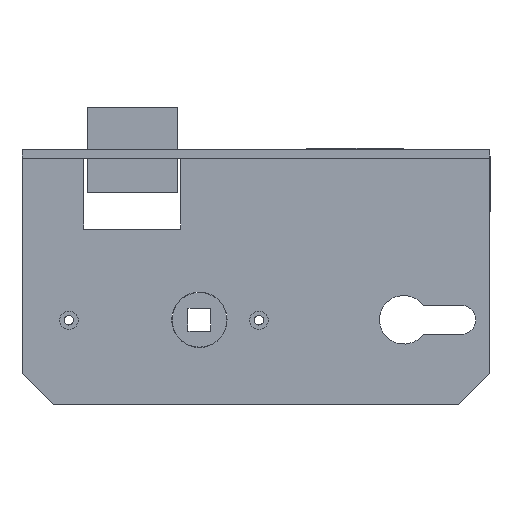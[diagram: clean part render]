
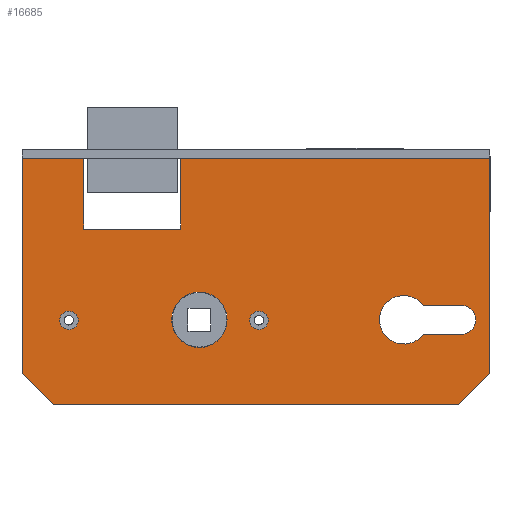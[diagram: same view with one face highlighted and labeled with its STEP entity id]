
A CAD part, left-side view. The second image highlights one B-rep face of the part: STEP entity #16685.
In plain terms, the highlighted planar face has unit normal (-1, 0, 0).
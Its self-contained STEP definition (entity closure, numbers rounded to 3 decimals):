
#8 = AXIS2_PLACEMENT_3D ( 'NONE', #3072, #1766, #3233 ) ;
#149 = EDGE_CURVE ( 'NONE', #9420, #9917, #16080, .T. ) ;
#302 = DIRECTION ( 'NONE',  ( 0., 0., 1. ) ) ;
#387 = DIRECTION ( 'NONE',  ( 0., 0., 1. ) ) ;
#421 = DIRECTION ( 'NONE',  ( 0., 0., 1. ) ) ;
#494 = CARTESIAN_POINT ( 'NONE',  ( -7.25, -1.05, -53.933 ) ) ;
#535 = CIRCLE ( 'NONE', #12968, 9.75 ) ;
#561 = VERTEX_POINT ( 'NONE', #14456 ) ;
#603 = CARTESIAN_POINT ( 'NONE',  ( -7.25, 65.95, -53.933 ) ) ;
#660 = CARTESIAN_POINT ( 'NONE',  ( -7.25, 19.95, -66.75 ) ) ;
#776 = ORIENTED_EDGE ( 'NONE', *, *, #149, .F. ) ;
#1060 = DIRECTION ( 'NONE',  ( 0., 0., 1. ) ) ;
#1110 = CARTESIAN_POINT ( 'NONE',  ( -7.25, -71.5, -87. ) ) ;
#1125 = CARTESIAN_POINT ( 'NONE',  ( -7.25, -82.5, 0. ) ) ;
#1370 = VERTEX_POINT ( 'NONE', #4565 ) ;
#1373 = DIRECTION ( 'NONE',  ( 0., 0.707, 0.707 ) ) ;
#1407 = VERTEX_POINT ( 'NONE', #9699 ) ;
#1445 = EDGE_LOOP ( 'NONE', ( #7912, #776, #15741, #15195, #7512, #6440, #2352, #3994, #3380, #9144 ) ) ;
#1481 = VECTOR ( 'NONE', #5698, 1000. ) ;
#1483 = ORIENTED_EDGE ( 'NONE', *, *, #14834, .F. ) ;
#1542 = VECTOR ( 'NONE', #9633, 1000. ) ;
#1700 = CIRCLE ( 'NONE', #8, 8.55 ) ;
#1714 = CARTESIAN_POINT ( 'NONE',  ( -7.25, -82.5, 0. ) ) ;
#1766 = DIRECTION ( 'NONE',  ( 1., 0., 0. ) ) ;
#1833 = EDGE_CURVE ( 'NONE', #5628, #9420, #11024, .T. ) ;
#1843 = CIRCLE ( 'NONE', #6159, 3.25 ) ;
#1956 = AXIS2_PLACEMENT_3D ( 'NONE', #4138, #8028, #387 ) ;
#2171 = VECTOR ( 'NONE', #302, 1000. ) ;
#2339 = CARTESIAN_POINT ( 'NONE',  ( -7.25, 71.5, -87. ) ) ;
#2352 = ORIENTED_EDGE ( 'NONE', *, *, #2720, .F. ) ;
#2401 = DIRECTION ( 'NONE',  ( 0., 1., 0. ) ) ;
#2711 = CARTESIAN_POINT ( 'NONE',  ( -7.25, 82.5, -76. ) ) ;
#2720 = EDGE_CURVE ( 'NONE', #5621, #561, #8576, .T. ) ;
#2737 = CARTESIAN_POINT ( 'NONE',  ( -7.25, -58.912, -51.9 ) ) ;
#2825 = ORIENTED_EDGE ( 'NONE', *, *, #16653, .T. ) ;
#2960 = VERTEX_POINT ( 'NONE', #8813 ) ;
#3033 = LINE ( 'NONE', #11657, #16367 ) ;
#3072 = CARTESIAN_POINT ( 'NONE',  ( -7.25, -52.05, -57. ) ) ;
#3233 = DIRECTION ( 'NONE',  ( 0., 0., -1. ) ) ;
#3361 = VERTEX_POINT ( 'NONE', #14712 ) ;
#3380 = ORIENTED_EDGE ( 'NONE', *, *, #8182, .F. ) ;
#3394 = CIRCLE ( 'NONE', #7104, 3.25 ) ;
#3439 = DIRECTION ( 'NONE',  ( -1., 0., 0. ) ) ;
#3976 = CARTESIAN_POINT ( 'NONE',  ( -7.25, 19.95, -57. ) ) ;
#3994 = ORIENTED_EDGE ( 'NONE', *, *, #11152, .F. ) ;
#4138 = CARTESIAN_POINT ( 'NONE',  ( -7.25, 0., 0. ) ) ;
#4250 = LINE ( 'NONE', #13614, #15761 ) ;
#4344 = CARTESIAN_POINT ( 'NONE',  ( -7.25, 82.5, 0. ) ) ;
#4437 = ORIENTED_EDGE ( 'NONE', *, *, #11907, .T. ) ;
#4565 = CARTESIAN_POINT ( 'NONE',  ( -7.25, -72.4, -51.9 ) ) ;
#4854 = ORIENTED_EDGE ( 'NONE', *, *, #6721, .T. ) ;
#5142 = VECTOR ( 'NONE', #8413, 1000. ) ;
#5242 = CARTESIAN_POINT ( 'NONE',  ( -7.25, 60.7, 0. ) ) ;
#5300 = ORIENTED_EDGE ( 'NONE', *, *, #12644, .T. ) ;
#5368 = CARTESIAN_POINT ( 'NONE',  ( -7.25, 26.5, 0. ) ) ;
#5540 = FACE_BOUND ( 'NONE', #13685, .T. ) ;
#5577 = DIRECTION ( 'NONE',  ( 0., 0., -1. ) ) ;
#5621 = VERTEX_POINT ( 'NONE', #1125 ) ;
#5628 = VERTEX_POINT ( 'NONE', #6303 ) ;
#5643 = CARTESIAN_POINT ( 'NONE',  ( -7.25, -72.4, -51.9 ) ) ;
#5698 = DIRECTION ( 'NONE',  ( 0., -1., 0. ) ) ;
#5712 = DIRECTION ( 'NONE',  ( 0., -1., 0. ) ) ;
#5922 = DIRECTION ( 'NONE',  ( 0., 1., 0. ) ) ;
#6159 = AXIS2_PLACEMENT_3D ( 'NONE', #14657, #3439, #15046 ) ;
#6303 = CARTESIAN_POINT ( 'NONE',  ( -7.25, 82.5, -76. ) ) ;
#6440 = ORIENTED_EDGE ( 'NONE', *, *, #11681, .F. ) ;
#6721 = EDGE_CURVE ( 'NONE', #6800, #2960, #13270, .T. ) ;
#6800 = VERTEX_POINT ( 'NONE', #7163 ) ;
#7104 = AXIS2_PLACEMENT_3D ( 'NONE', #16630, #12768, #1060 ) ;
#7163 = CARTESIAN_POINT ( 'NONE',  ( -7.25, -72.4, -62.1 ) ) ;
#7170 = VERTEX_POINT ( 'NONE', #494 ) ;
#7352 = EDGE_CURVE ( 'NONE', #7170, #7170, #3394, .T. ) ;
#7512 = ORIENTED_EDGE ( 'NONE', *, *, #16176, .F. ) ;
#7912 = ORIENTED_EDGE ( 'NONE', *, *, #16231, .F. ) ;
#7986 = LINE ( 'NONE', #13243, #14238 ) ;
#8028 = DIRECTION ( 'NONE',  ( -1., 0., 0. ) ) ;
#8128 = FACE_OUTER_BOUND ( 'NONE', #1445, .T. ) ;
#8182 = EDGE_CURVE ( 'NONE', #3361, #15116, #10277, .T. ) ;
#8413 = DIRECTION ( 'NONE',  ( 0., 0., -1. ) ) ;
#8515 = DIRECTION ( 'NONE',  ( 0., -1., 0. ) ) ;
#8576 = LINE ( 'NONE', #10971, #5142 ) ;
#8813 = CARTESIAN_POINT ( 'NONE',  ( -7.25, -58.912, -62.1 ) ) ;
#9144 = ORIENTED_EDGE ( 'NONE', *, *, #16044, .F. ) ;
#9295 = PLANE ( 'NONE',  #1956 ) ;
#9420 = VERTEX_POINT ( 'NONE', #13014 ) ;
#9633 = DIRECTION ( 'NONE',  ( 0., -1., 0. ) ) ;
#9699 = CARTESIAN_POINT ( 'NONE',  ( -7.25, -71.5, -87. ) ) ;
#9803 = CARTESIAN_POINT ( 'NONE',  ( -7.25, 71.5, -87. ) ) ;
#9899 = CARTESIAN_POINT ( 'NONE',  ( -7.25, -58.912, -62.1 ) ) ;
#9917 = VERTEX_POINT ( 'NONE', #5242 ) ;
#9921 = EDGE_CURVE ( 'NONE', #1370, #6800, #15489, .T. ) ;
#10277 = LINE ( 'NONE', #5368, #2171 ) ;
#10325 = VECTOR ( 'NONE', #2401, 1000. ) ;
#10582 = DIRECTION ( 'NONE',  ( 1., 0., 0. ) ) ;
#10595 = DIRECTION ( 'NONE',  ( 1., 0., 0. ) ) ;
#10861 = VERTEX_POINT ( 'NONE', #9803 ) ;
#10971 = CARTESIAN_POINT ( 'NONE',  ( -7.25, -82.5, -76. ) ) ;
#11024 = LINE ( 'NONE', #4344, #15663 ) ;
#11151 = VERTEX_POINT ( 'NONE', #14452 ) ;
#11152 = EDGE_CURVE ( 'NONE', #15116, #5621, #7986, .T. ) ;
#11272 = DIRECTION ( 'NONE',  ( 0., 0.707, -0.707 ) ) ;
#11328 = LINE ( 'NONE', #2711, #13329 ) ;
#11403 = VECTOR ( 'NONE', #11272, 1000. ) ;
#11569 = FACE_BOUND ( 'NONE', #15136, .T. ) ;
#11657 = CARTESIAN_POINT ( 'NONE',  ( -7.25, 60.7, 0. ) ) ;
#11681 = EDGE_CURVE ( 'NONE', #561, #1407, #11813, .T. ) ;
#11813 = LINE ( 'NONE', #1110, #11403 ) ;
#11888 = DIRECTION ( 'NONE',  ( 0., 0., -1. ) ) ;
#11907 = EDGE_CURVE ( 'NONE', #2960, #16235, #1700, .T. ) ;
#12234 = EDGE_LOOP ( 'NONE', ( #1483 ) ) ;
#12408 = VERTEX_POINT ( 'NONE', #660 ) ;
#12477 = VECTOR ( 'NONE', #5922, 1000. ) ;
#12644 = EDGE_CURVE ( 'NONE', #16235, #1370, #16428, .T. ) ;
#12768 = DIRECTION ( 'NONE',  ( -1., 0., 0. ) ) ;
#12968 = AXIS2_PLACEMENT_3D ( 'NONE', #3976, #10582, #12981 ) ;
#12981 = DIRECTION ( 'NONE',  ( 0., 0., -1. ) ) ;
#13014 = CARTESIAN_POINT ( 'NONE',  ( -7.25, 82.5, 0. ) ) ;
#13243 = CARTESIAN_POINT ( 'NONE',  ( -7.25, -82.5, 0. ) ) ;
#13270 = LINE ( 'NONE', #9899, #12477 ) ;
#13328 = CARTESIAN_POINT ( 'NONE',  ( -7.25, -72.4, -57. ) ) ;
#13329 = VECTOR ( 'NONE', #1373, 1000. ) ;
#13614 = CARTESIAN_POINT ( 'NONE',  ( -7.25, 0., -25. ) ) ;
#13685 = EDGE_LOOP ( 'NONE', ( #15907 ) ) ;
#14088 = ORIENTED_EDGE ( 'NONE', *, *, #9921, .T. ) ;
#14144 = LINE ( 'NONE', #2339, #10325 ) ;
#14238 = VECTOR ( 'NONE', #5712, 1000. ) ;
#14387 = FACE_BOUND ( 'NONE', #15700, .T. ) ;
#14446 = VERTEX_POINT ( 'NONE', #603 ) ;
#14452 = CARTESIAN_POINT ( 'NONE',  ( -7.25, 60.7, -25. ) ) ;
#14456 = CARTESIAN_POINT ( 'NONE',  ( -7.25, -82.5, -76. ) ) ;
#14657 = CARTESIAN_POINT ( 'NONE',  ( -7.25, 65.95, -57.183 ) ) ;
#14712 = CARTESIAN_POINT ( 'NONE',  ( -7.25, 26.5, -25. ) ) ;
#14834 = EDGE_CURVE ( 'NONE', #14446, #14446, #1843, .T. ) ;
#15046 = DIRECTION ( 'NONE',  ( 0., 0., 1. ) ) ;
#15116 = VERTEX_POINT ( 'NONE', #16410 ) ;
#15136 = EDGE_LOOP ( 'NONE', ( #14088, #4854, #4437, #5300 ) ) ;
#15195 = ORIENTED_EDGE ( 'NONE', *, *, #15491, .F. ) ;
#15438 = AXIS2_PLACEMENT_3D ( 'NONE', #13328, #10595, #5577 ) ;
#15489 = CIRCLE ( 'NONE', #15438, 5.1 ) ;
#15491 = EDGE_CURVE ( 'NONE', #10861, #5628, #11328, .T. ) ;
#15652 = FACE_BOUND ( 'NONE', #12234, .T. ) ;
#15663 = VECTOR ( 'NONE', #421, 1000. ) ;
#15700 = EDGE_LOOP ( 'NONE', ( #2825 ) ) ;
#15741 = ORIENTED_EDGE ( 'NONE', *, *, #1833, .F. ) ;
#15761 = VECTOR ( 'NONE', #8515, 1000. ) ;
#15907 = ORIENTED_EDGE ( 'NONE', *, *, #7352, .F. ) ;
#16044 = EDGE_CURVE ( 'NONE', #11151, #3361, #4250, .T. ) ;
#16080 = LINE ( 'NONE', #1714, #1542 ) ;
#16176 = EDGE_CURVE ( 'NONE', #1407, #10861, #14144, .T. ) ;
#16231 = EDGE_CURVE ( 'NONE', #9917, #11151, #3033, .T. ) ;
#16235 = VERTEX_POINT ( 'NONE', #2737 ) ;
#16367 = VECTOR ( 'NONE', #11888, 1000. ) ;
#16410 = CARTESIAN_POINT ( 'NONE',  ( -7.25, 26.5, 0. ) ) ;
#16428 = LINE ( 'NONE', #5643, #1481 ) ;
#16630 = CARTESIAN_POINT ( 'NONE',  ( -7.25, -1.05, -57.183 ) ) ;
#16653 = EDGE_CURVE ( 'NONE', #12408, #12408, #535, .T. ) ;
#16685 = ADVANCED_FACE ( 'NONE', ( #8128, #15652, #5540, #11569, #14387 ), #9295, .T. ) ;
